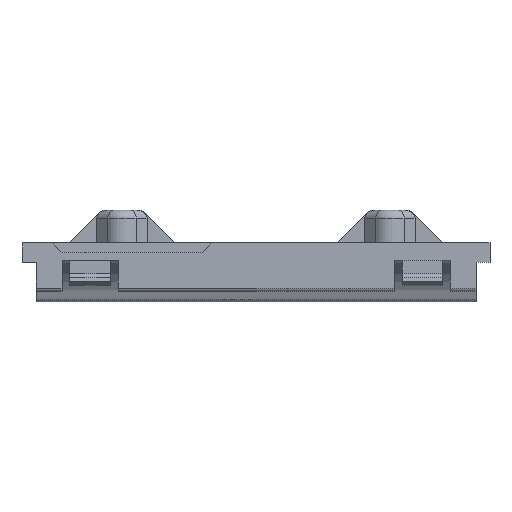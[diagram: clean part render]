
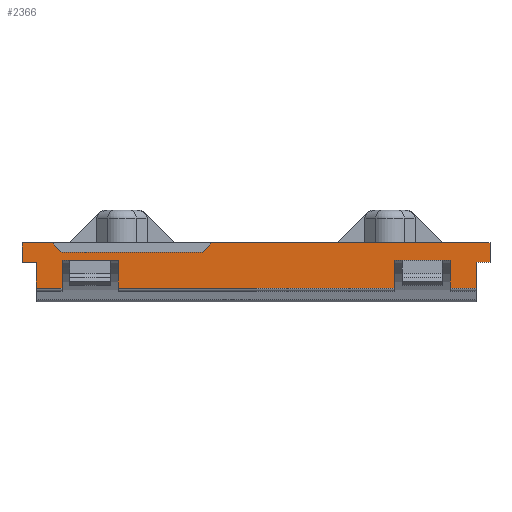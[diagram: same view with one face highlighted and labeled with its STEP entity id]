
A CAD part, left-side view. The second image highlights one B-rep face of the part: STEP entity #2366.
In plain terms, the highlighted planar face has unit normal (-1, 0, 0).
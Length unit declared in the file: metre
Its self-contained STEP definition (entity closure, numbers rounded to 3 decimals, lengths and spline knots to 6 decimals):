
#289=ORIENTED_EDGE('',*,*,#986,.T.);
#290=ORIENTED_EDGE('',*,*,#987,.T.);
#291=ORIENTED_EDGE('',*,*,#935,.T.);
#292=ORIENTED_EDGE('',*,*,#883,.F.);
#293=ORIENTED_EDGE('',*,*,#988,.T.);
#294=ORIENTED_EDGE('',*,*,#901,.F.);
#295=ORIENTED_EDGE('',*,*,#989,.T.);
#296=ORIENTED_EDGE('',*,*,#990,.F.);
#297=ORIENTED_EDGE('',*,*,#991,.F.);
#298=ORIENTED_EDGE('',*,*,#992,.T.);
#299=ORIENTED_EDGE('',*,*,#993,.T.);
#300=ORIENTED_EDGE('',*,*,#994,.F.);
#301=ORIENTED_EDGE('',*,*,#995,.T.);
#302=ORIENTED_EDGE('',*,*,#996,.T.);
#303=ORIENTED_EDGE('',*,*,#997,.T.);
#304=ORIENTED_EDGE('',*,*,#914,.T.);
#305=ORIENTED_EDGE('',*,*,#867,.F.);
#306=ORIENTED_EDGE('',*,*,#998,.T.);
#307=ORIENTED_EDGE('',*,*,#939,.T.);
#308=ORIENTED_EDGE('',*,*,#999,.T.);
#867=EDGE_CURVE('',#1225,#1226,#1461,.T.);
#883=EDGE_CURVE('',#1241,#1242,#1476,.T.);
#901=EDGE_CURVE('',#1258,#1256,#1487,.T.);
#914=EDGE_CURVE('',#1268,#1226,#1490,.T.);
#935=EDGE_CURVE('',#1286,#1242,#1508,.T.);
#939=EDGE_CURVE('',#1290,#1289,#1512,.T.);
#986=EDGE_CURVE('',#1327,#1328,#1550,.T.);
#987=EDGE_CURVE('',#1328,#1286,#1551,.F.);
#988=EDGE_CURVE('',#1241,#1256,#1552,.T.);
#989=EDGE_CURVE('',#1258,#1329,#1553,.F.);
#990=EDGE_CURVE('',#1330,#1329,#1554,.T.);
#991=EDGE_CURVE('',#1331,#1330,#1555,.T.);
#992=EDGE_CURVE('',#1331,#1332,#1556,.T.);
#993=EDGE_CURVE('',#1332,#1333,#1557,.F.);
#994=EDGE_CURVE('',#1334,#1333,#1558,.T.);
#995=EDGE_CURVE('',#1334,#1335,#1559,.T.);
#996=EDGE_CURVE('',#1335,#1336,#1560,.T.);
#997=EDGE_CURVE('',#1336,#1268,#1561,.F.);
#998=EDGE_CURVE('',#1225,#1290,#1562,.T.);
#999=EDGE_CURVE('',#1289,#1327,#1563,.T.);
#1225=VERTEX_POINT('',#3444);
#1226=VERTEX_POINT('',#3446);
#1241=VERTEX_POINT('',#3480);
#1242=VERTEX_POINT('',#3482);
#1256=VERTEX_POINT('',#3514);
#1258=VERTEX_POINT('',#3518);
#1268=VERTEX_POINT('',#3546);
#1286=VERTEX_POINT('',#3586);
#1289=VERTEX_POINT('',#3592);
#1290=VERTEX_POINT('',#3594);
#1327=VERTEX_POINT('',#3685);
#1328=VERTEX_POINT('',#3686);
#1329=VERTEX_POINT('',#3690);
#1330=VERTEX_POINT('',#3692);
#1331=VERTEX_POINT('',#3694);
#1332=VERTEX_POINT('',#3696);
#1333=VERTEX_POINT('',#3698);
#1334=VERTEX_POINT('',#3700);
#1335=VERTEX_POINT('',#3702);
#1336=VERTEX_POINT('',#3704);
#1461=LINE('',#3445,#1725);
#1476=LINE('',#3481,#1740);
#1487=LINE('',#3519,#1751);
#1490=LINE('',#3545,#1754);
#1508=LINE('',#3585,#1772);
#1512=LINE('',#3593,#1776);
#1550=LINE('',#3684,#1814);
#1551=LINE('',#3687,#1815);
#1552=LINE('',#3688,#1816);
#1553=LINE('',#3689,#1817);
#1554=LINE('',#3691,#1818);
#1555=LINE('',#3693,#1819);
#1556=LINE('',#3695,#1820);
#1557=LINE('',#3697,#1821);
#1558=LINE('',#3699,#1822);
#1559=LINE('',#3701,#1823);
#1560=LINE('',#3703,#1824);
#1561=LINE('',#3705,#1825);
#1562=LINE('',#3706,#1826);
#1563=LINE('',#3707,#1827);
#1725=VECTOR('',#2727,1.);
#1740=VECTOR('',#2752,1.);
#1751=VECTOR('',#2783,1.);
#1754=VECTOR('',#2814,1.);
#1772=VECTOR('',#2840,1.);
#1776=VECTOR('',#2844,1.);
#1814=VECTOR('',#2914,1.);
#1815=VECTOR('',#2915,1.);
#1816=VECTOR('',#2916,1.);
#1817=VECTOR('',#2917,1.);
#1818=VECTOR('',#2918,1.);
#1819=VECTOR('',#2919,1.);
#1820=VECTOR('',#2920,1.);
#1821=VECTOR('',#2921,1.);
#1822=VECTOR('',#2922,1.);
#1823=VECTOR('',#2923,1.);
#1824=VECTOR('',#2924,1.);
#1825=VECTOR('',#2925,1.);
#1826=VECTOR('',#2926,1.);
#1827=VECTOR('',#2927,1.);
#2005=EDGE_LOOP('',(#289,#290,#291,#292,#293,#294,#295,#296,#297,#298,#299,
#300,#301,#302,#303,#304,#305,#306,#307,#308));
#2141=FACE_BOUND('',#2005,.T.);
#2270=PLANE('',#2541);
#2366=ADVANCED_FACE('',(#2141),#2270,.T.);
#2541=AXIS2_PLACEMENT_3D('',#3683,#2912,#2913);
#2727=DIRECTION('',(0.,1.,0.));
#2752=DIRECTION('',(0.,0.,1.));
#2783=DIRECTION('',(0.,0.,1.));
#2814=DIRECTION('',(0.,0.,1.));
#2840=DIRECTION('',(0.,1.,0.));
#2844=DIRECTION('',(0.,1.,0.));
#2912=DIRECTION('',(-1.,0.,0.));
#2913=DIRECTION('',(0.,0.,1.));
#2914=DIRECTION('',(0.,1.,0.));
#2915=DIRECTION('',(0.,-0.707,-0.707));
#2916=DIRECTION('',(0.,-1.,0.));
#2917=DIRECTION('',(0.,1.,0.));
#2918=DIRECTION('',(0.,0.,-1.));
#2919=DIRECTION('',(0.,1.,0.));
#2920=DIRECTION('',(0.,0.,-1.));
#2921=DIRECTION('',(0.,1.,0.));
#2922=DIRECTION('',(0.,0.,-1.));
#2923=DIRECTION('',(0.,-1.,0.));
#2924=DIRECTION('',(0.,0.,-1.));
#2925=DIRECTION('',(0.,1.,0.));
#2926=DIRECTION('',(0.,0.,1.));
#2927=DIRECTION('',(0.,0.707,-0.707));
#3444=CARTESIAN_POINT('',(-0.009398,-0.037148,0.008446));
#3445=CARTESIAN_POINT('',(-0.009398,-0.036036,0.008446));
#3446=CARTESIAN_POINT('',(-0.009398,-0.034925,0.008446));
#3480=CARTESIAN_POINT('',(-0.009398,0.037148,0.008446));
#3481=CARTESIAN_POINT('',(-0.009398,0.037148,0.010795));
#3482=CARTESIAN_POINT('',(-0.009398,0.037148,0.011557));
#3514=CARTESIAN_POINT('',(-0.009398,0.034925,0.008446));
#3518=CARTESIAN_POINT('',(-0.009398,0.034925,0.00437));
#3519=CARTESIAN_POINT('',(-0.009398,0.034925,0.005779));
#3545=CARTESIAN_POINT('',(-0.009398,-0.034925,0.005779));
#3546=CARTESIAN_POINT('',(-0.009398,-0.034925,0.00437));
#3585=CARTESIAN_POINT('',(-0.009398,-0.034925,0.011557));
#3586=CARTESIAN_POINT('',(-0.009398,0.032322,0.011557));
#3592=CARTESIAN_POINT('',(-0.009398,0.007049,0.011557));
#3593=CARTESIAN_POINT('',(-0.009398,-0.034925,0.011557));
#3594=CARTESIAN_POINT('',(-0.009398,-0.037148,0.011557));
#3683=CARTESIAN_POINT('',(-0.009398,-0.034925,0.005779));
#3684=CARTESIAN_POINT('',(-0.009398,-0.034925,0.010033));
#3685=CARTESIAN_POINT('',(-0.009398,0.008573,0.010033));
#3686=CARTESIAN_POINT('',(-0.009398,0.030798,0.010033));
#3687=CARTESIAN_POINT('',(-0.009398,-0.004191,-0.024956));
#3688=CARTESIAN_POINT('',(-0.009398,0.036036,0.008446));
#3689=CARTESIAN_POINT('',(-0.009398,-0.034925,0.00437));
#3690=CARTESIAN_POINT('',(-0.009398,0.030798,0.00437));
#3691=CARTESIAN_POINT('',(-0.009398,0.030798,0.006312));
#3692=CARTESIAN_POINT('',(-0.009398,0.030798,0.008763));
#3693=CARTESIAN_POINT('',(-0.009398,0.021908,0.008763));
#3694=CARTESIAN_POINT('',(-0.009398,0.021908,0.008763));
#3695=CARTESIAN_POINT('',(-0.009398,0.021908,0.006312));
#3696=CARTESIAN_POINT('',(-0.009398,0.021908,0.00437));
#3697=CARTESIAN_POINT('',(-0.009398,-0.034925,0.00437));
#3698=CARTESIAN_POINT('',(-0.009398,-0.021908,0.00437));
#3699=CARTESIAN_POINT('',(-0.009398,-0.021908,0.006312));
#3700=CARTESIAN_POINT('',(-0.009398,-0.021908,0.008763));
#3701=CARTESIAN_POINT('',(-0.009398,-0.021908,0.008763));
#3702=CARTESIAN_POINT('',(-0.009398,-0.030798,0.008763));
#3703=CARTESIAN_POINT('',(-0.009398,-0.030798,0.006312));
#3704=CARTESIAN_POINT('',(-0.009398,-0.030798,0.00437));
#3705=CARTESIAN_POINT('',(-0.009398,-0.034925,0.00437));
#3706=CARTESIAN_POINT('',(-0.009398,-0.037148,0.010795));
#3707=CARTESIAN_POINT('',(-0.009398,-0.011049,0.029655));
